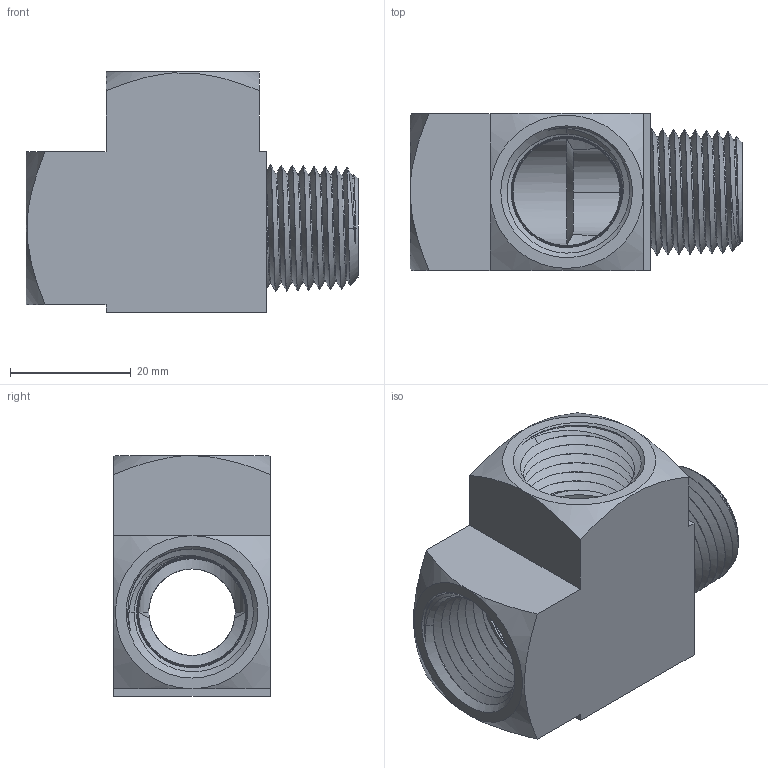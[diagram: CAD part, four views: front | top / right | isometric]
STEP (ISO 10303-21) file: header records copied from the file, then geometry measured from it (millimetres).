
FILE_DESCRIPTION(/* description */ (''),/* implementation_level */ '2;1');
FILE_NAME(/* name */ '127-N4.stp',/* time_stamp */ '2024-01-23T10:18:55-05:00',/* author */ ('esanner'),/* organization */ (''),/* preprocessor_version */ 'ST-DEVELOPER v19',/* originating_system */ 'AutoCAD Mechanical',/* authorisation */ '');
FILE_SCHEMA (('AUTOMOTIVE_DESIGN { 1 0 10303 214 3 1 1 }'));
Length unit declared in the file: millimetre
Products named in the file (2): Product; 127-N4
Assembly tree (1 placements, depth 2):
  Product
    127-N4
Bounding box: 55.04 x 26 x 39.93 mm (x, y, z)
Volume: 22369 mm3; surface area: 12682.9 mm2
Topology: 1 solids, 1 shells, 94 faces, 266 edges, 174 vertices
Faces by surface type: cone 62, plane 17, cylinder 8, bspline 7
Entity records: 14446 total; most frequent: CARTESIAN_POINT 12261, ORIENTED_EDGE 532, DIRECTION 328, EDGE_CURVE 266, VERTEX_POINT 174, B_SPLINE_CURVE_WITH_KNOTS 136, AXIS2_PLACEMENT_3D 120, EDGE_LOOP 98
